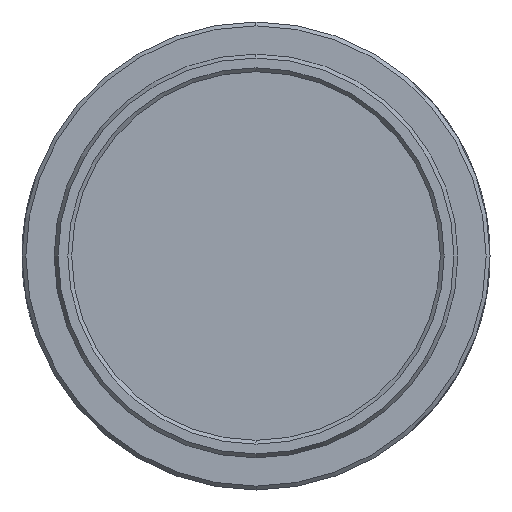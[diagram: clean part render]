
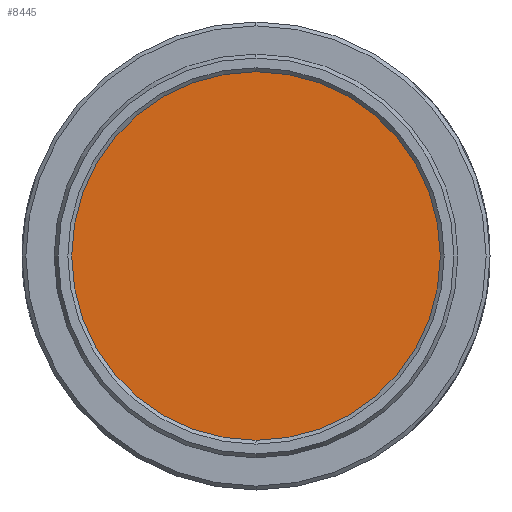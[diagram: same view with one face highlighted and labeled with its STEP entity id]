
A CAD part, left-side view. The second image highlights one B-rep face of the part: STEP entity #8445.
In plain terms, the highlighted planar face has unit normal (-1, 0, 0).
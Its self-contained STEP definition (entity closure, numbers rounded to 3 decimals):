
#5 = AXIS2_PLACEMENT_3D ( 'NONE', #2947, #823, #10723 ) ;
#823 = DIRECTION ( 'NONE',  ( 1., 0., 0. ) ) ;
#1003 = DIRECTION ( 'NONE',  ( -1., 0., 0. ) ) ;
#1238 = CARTESIAN_POINT ( 'NONE',  ( -7.62, -11.783, -4.021 ) ) ;
#1579 = AXIS2_PLACEMENT_3D ( 'NONE', #7631, #11945, #8761 ) ;
#1976 = PLANE ( 'NONE',  #5 ) ;
#2793 = CIRCLE ( 'NONE', #11838, 12.45 ) ;
#2947 = CARTESIAN_POINT ( 'NONE',  ( -7.62, 0., 0. ) ) ;
#3566 = ORIENTED_EDGE ( 'NONE', *, *, #11097, .T. ) ;
#5768 = ORIENTED_EDGE ( 'NONE', *, *, #7740, .T. ) ;
#6947 = CARTESIAN_POINT ( 'NONE',  ( -7.62, 11.783, 4.021 ) ) ;
#7631 = CARTESIAN_POINT ( 'NONE',  ( -7.62, 0., 0. ) ) ;
#7670 = CARTESIAN_POINT ( 'NONE',  ( -7.62, 0., 0. ) ) ;
#7740 = EDGE_CURVE ( 'NONE', #8604, #9515, #12725, .T. ) ;
#7869 = FACE_OUTER_BOUND ( 'NONE', #9557, .T. ) ;
#8445 = ADVANCED_FACE ( 'NONE', ( #7869 ), #1976, .F. ) ;
#8604 = VERTEX_POINT ( 'NONE', #1238 ) ;
#8761 = DIRECTION ( 'NONE',  ( 0., -0.946, -0.323 ) ) ;
#8798 = DIRECTION ( 'NONE',  ( 0., -0.946, -0.323 ) ) ;
#9515 = VERTEX_POINT ( 'NONE', #6947 ) ;
#9557 = EDGE_LOOP ( 'NONE', ( #5768, #3566 ) ) ;
#10723 = DIRECTION ( 'NONE',  ( 0., -0.946, -0.323 ) ) ;
#11097 = EDGE_CURVE ( 'NONE', #9515, #8604, #2793, .T. ) ;
#11838 = AXIS2_PLACEMENT_3D ( 'NONE', #7670, #1003, #8798 ) ;
#11945 = DIRECTION ( 'NONE',  ( -1., 0., 0. ) ) ;
#12725 = CIRCLE ( 'NONE', #1579, 12.45 ) ;
